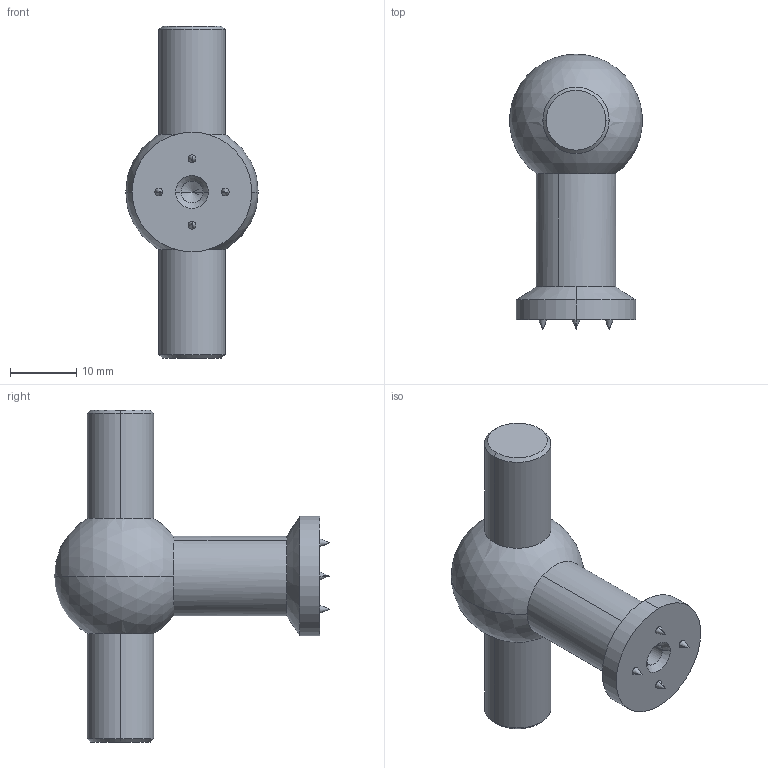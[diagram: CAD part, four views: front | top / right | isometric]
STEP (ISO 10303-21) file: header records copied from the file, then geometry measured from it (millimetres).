
FILE_DESCRIPTION(('Creo Elements/Direct Modeling STEP Export'),'2;1');
FILE_NAME('2011-50.stp','2024-09-16T11:15:05',(''),(''),'Creo Elements/Direct Modeling STEP processor for AP214 (Solid Model)','Creo Elements/Direct Modeling 20.0 12-Nov-2016 (C) Parametric Technology GmbH','');
FILE_SCHEMA(('AUTOMOTIVE_DESIGN { 1 0 10303 214 1 1 1 1 }'));
Length unit declared in the file: millimetre
Products named in the file (1): ZN-7163
Bounding box: 19.95 x 41.5 x 50 mm (x, y, z)
Volume: 9477.1 mm3; surface area: 3470.4 mm2
Topology: 1 solids, 1 shells, 36 faces, 89 edges, 51 vertices
Faces by surface type: cone 18, cylinder 12, plane 4, sphere 2
Entity records: 893 total; most frequent: ORIENTED_EDGE 154, DIRECTION 140, CARTESIAN_POINT 136, EDGE_CURVE 77, AXIS2_PLACEMENT_3D 55, VERTEX_POINT 51, EDGE_LOOP 44, FACE_OUTER_BOUND 36
